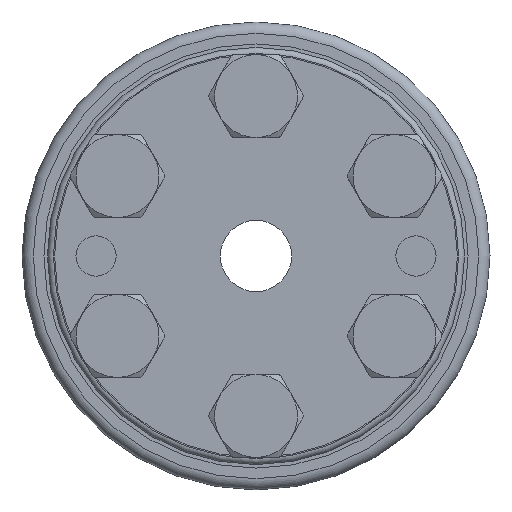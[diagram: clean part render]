
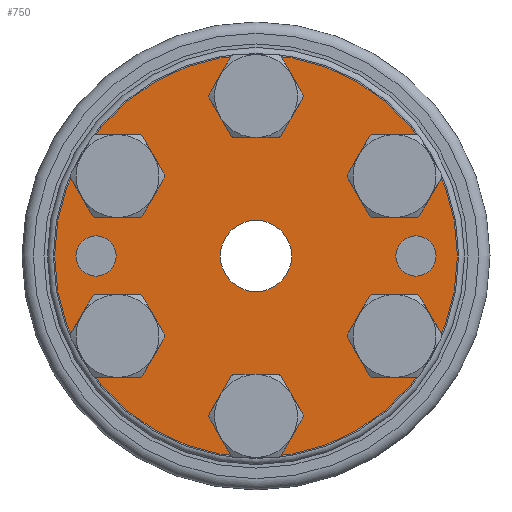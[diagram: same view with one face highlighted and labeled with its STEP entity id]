
A CAD part, left-side view. The second image highlights one B-rep face of the part: STEP entity #750.
In plain terms, the highlighted planar face has unit normal (-1, 0, 0).
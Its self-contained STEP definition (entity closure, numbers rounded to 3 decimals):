
#750 = ADVANCED_FACE( '', ( #1862, #1863, #1864, #1865, #1866, #1867, #1868, #1869, #1870, #1871 ), #1872, .T. );
#1862 = FACE_BOUND( '', #3959, .T. );
#1863 = FACE_BOUND( '', #3960, .T. );
#1864 = FACE_OUTER_BOUND( '', #3961, .T. );
#1865 = FACE_BOUND( '', #3962, .T. );
#1866 = FACE_BOUND( '', #3963, .T. );
#1867 = FACE_BOUND( '', #3964, .T. );
#1868 = FACE_BOUND( '', #3965, .T. );
#1869 = FACE_BOUND( '', #3966, .T. );
#1870 = FACE_BOUND( '', #3967, .T. );
#1871 = FACE_BOUND( '', #3968, .T. );
#1872 = PLANE( '', #3969 );
#3959 = EDGE_LOOP( '', ( #7072 ) );
#3960 = EDGE_LOOP( '', ( #7073 ) );
#3961 = EDGE_LOOP( '', ( #7074 ) );
#3962 = EDGE_LOOP( '', ( #7075 ) );
#3963 = EDGE_LOOP( '', ( #7076 ) );
#3964 = EDGE_LOOP( '', ( #7077 ) );
#3965 = EDGE_LOOP( '', ( #7078 ) );
#3966 = EDGE_LOOP( '', ( #7079 ) );
#3967 = EDGE_LOOP( '', ( #7080 ) );
#3968 = EDGE_LOOP( '', ( #7081 ) );
#3969 = AXIS2_PLACEMENT_3D( '', #7082, #7083, #7084 );
#7072 = ORIENTED_EDGE( '', *, *, #10017, .F. );
#7073 = ORIENTED_EDGE( '', *, *, #10018, .F. );
#7074 = ORIENTED_EDGE( '', *, *, #9777, .T. );
#7075 = ORIENTED_EDGE( '', *, *, #9745, .T. );
#7076 = ORIENTED_EDGE( '', *, *, #10019, .T. );
#7077 = ORIENTED_EDGE( '', *, *, #9869, .T. );
#7078 = ORIENTED_EDGE( '', *, *, #10020, .T. );
#7079 = ORIENTED_EDGE( '', *, *, #10021, .T. );
#7080 = ORIENTED_EDGE( '', *, *, #10022, .T. );
#7081 = ORIENTED_EDGE( '', *, *, #10023, .T. );
#7082 = CARTESIAN_POINT( '', ( -28.24, 0., 2.5 ) );
#7083 = DIRECTION( '', ( -1., 0., 0. ) );
#7084 = DIRECTION( '', ( 0., 0., 1. ) );
#9745 = EDGE_CURVE( '', #11325, #11325, #11326, .T. );
#9777 = EDGE_CURVE( '', #11374, #11374, #11375, .T. );
#9869 = EDGE_CURVE( '', #11524, #11524, #11525, .T. );
#10017 = EDGE_CURVE( '', #11756, #11756, #11757, .T. );
#10018 = EDGE_CURVE( '', #11758, #11758, #11759, .T. );
#10019 = EDGE_CURVE( '', #11760, #11760, #11761, .T. );
#10020 = EDGE_CURVE( '', #11762, #11762, #11763, .T. );
#10021 = EDGE_CURVE( '', #11764, #11764, #11765, .T. );
#10022 = EDGE_CURVE( '', #11766, #11766, #11767, .T. );
#10023 = EDGE_CURVE( '', #11768, #11768, #11769, .F. );
#11325 = VERTEX_POINT( '', #13561 );
#11326 = CIRCLE( '', #13562, 2.95 );
#11374 = VERTEX_POINT( '', #13632 );
#11375 = CIRCLE( '', #13633, 17. );
#11524 = VERTEX_POINT( '', #13860 );
#11525 = CIRCLE( '', #13861, 2.95 );
#11756 = VERTEX_POINT( '', #14215 );
#11757 = CIRCLE( '', #14216, 1.7 );
#11758 = VERTEX_POINT( '', #14217 );
#11759 = CIRCLE( '', #14218, 1.7 );
#11760 = VERTEX_POINT( '', #14219 );
#11761 = CIRCLE( '', #14220, 2.95 );
#11762 = VERTEX_POINT( '', #14221 );
#11763 = CIRCLE( '', #14222, 2.95 );
#11764 = VERTEX_POINT( '', #14223 );
#11765 = CIRCLE( '', #14224, 2.95 );
#11766 = VERTEX_POINT( '', #14225 );
#11767 = CIRCLE( '', #14226, 2.95 );
#11768 = VERTEX_POINT( '', #14227 );
#11769 = CIRCLE( '', #14228, 3. );
#13561 = CARTESIAN_POINT( '', ( -28.24, 0., 16.45 ) );
#13562 = AXIS2_PLACEMENT_3D( '', #16196, #16197, #16198 );
#13632 = CARTESIAN_POINT( '', ( -28.24, 0., 17. ) );
#13633 = AXIS2_PLACEMENT_3D( '', #16236, #16237, #16238 );
#13860 = CARTESIAN_POINT( '', ( -28.24, 11.691, -3.8 ) );
#13861 = AXIS2_PLACEMENT_3D( '', #16368, #16369, #16370 );
#14215 = CARTESIAN_POINT( '', ( -28.24, -15.2, 0. ) );
#14216 = AXIS2_PLACEMENT_3D( '', #16577, #16578, #16579 );
#14217 = CARTESIAN_POINT( '', ( -28.24, 11.8, 0. ) );
#14218 = AXIS2_PLACEMENT_3D( '', #16580, #16581, #16582 );
#14219 = CARTESIAN_POINT( '', ( -28.24, 11.691, 9.7 ) );
#14220 = AXIS2_PLACEMENT_3D( '', #16583, #16584, #16585 );
#14221 = CARTESIAN_POINT( '', ( -28.24, 0., -10.55 ) );
#14222 = AXIS2_PLACEMENT_3D( '', #16586, #16587, #16588 );
#14223 = CARTESIAN_POINT( '', ( -28.24, -11.691, -3.8 ) );
#14224 = AXIS2_PLACEMENT_3D( '', #16589, #16590, #16591 );
#14225 = CARTESIAN_POINT( '', ( -28.24, -11.691, 9.7 ) );
#14226 = AXIS2_PLACEMENT_3D( '', #16592, #16593, #16594 );
#14227 = CARTESIAN_POINT( '', ( -28.24, 0., 3. ) );
#14228 = AXIS2_PLACEMENT_3D( '', #16595, #16596, #16597 );
#16196 = CARTESIAN_POINT( '', ( -28.24, 0., 13.5 ) );
#16197 = DIRECTION( '', ( 1., 0., 0. ) );
#16198 = DIRECTION( '', ( 0., 0., 1. ) );
#16236 = CARTESIAN_POINT( '', ( -28.24, 0., 0. ) );
#16237 = DIRECTION( '', ( -1., 0., 0. ) );
#16238 = DIRECTION( '', ( 0., 0., 1. ) );
#16368 = CARTESIAN_POINT( '', ( -28.24, 11.691, -6.75 ) );
#16369 = DIRECTION( '', ( 1., 0., 0. ) );
#16370 = DIRECTION( '', ( 0., 0., 1. ) );
#16577 = CARTESIAN_POINT( '', ( -28.24, -13.5, 0. ) );
#16578 = DIRECTION( '', ( -1., 0., 0. ) );
#16579 = DIRECTION( '', ( 0., -1., 0. ) );
#16580 = CARTESIAN_POINT( '', ( -28.24, 13.5, 0. ) );
#16581 = DIRECTION( '', ( -1., 0., 0. ) );
#16582 = DIRECTION( '', ( 0., -1., 0. ) );
#16583 = CARTESIAN_POINT( '', ( -28.24, 11.691, 6.75 ) );
#16584 = DIRECTION( '', ( 1., 0., 0. ) );
#16585 = DIRECTION( '', ( 0., 0., 1. ) );
#16586 = CARTESIAN_POINT( '', ( -28.24, 0., -13.5 ) );
#16587 = DIRECTION( '', ( 1., 0., 0. ) );
#16588 = DIRECTION( '', ( 0., 0., 1. ) );
#16589 = CARTESIAN_POINT( '', ( -28.24, -11.691, -6.75 ) );
#16590 = DIRECTION( '', ( 1., 0., 0. ) );
#16591 = DIRECTION( '', ( 0., 0., 1. ) );
#16592 = CARTESIAN_POINT( '', ( -28.24, -11.691, 6.75 ) );
#16593 = DIRECTION( '', ( 1., 0., 0. ) );
#16594 = DIRECTION( '', ( 0., 0., 1. ) );
#16595 = CARTESIAN_POINT( '', ( -28.24, 0., 0. ) );
#16596 = DIRECTION( '', ( -1., 0., 0. ) );
#16597 = DIRECTION( '', ( 0., 0., 1. ) );
